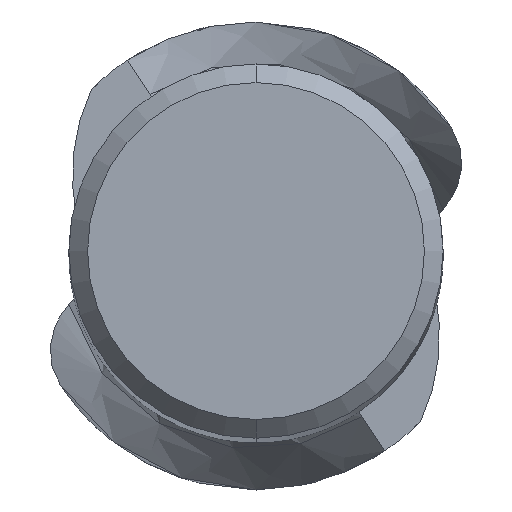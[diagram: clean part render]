
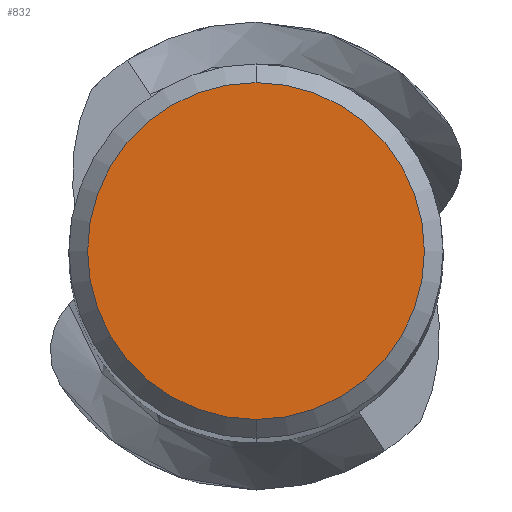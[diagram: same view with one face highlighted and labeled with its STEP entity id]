
A CAD part, top view. The second image highlights one B-rep face of the part: STEP entity #832.
In plain terms, the highlighted planar face has unit normal (0, 0, 1).
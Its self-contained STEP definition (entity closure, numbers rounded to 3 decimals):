
#538=VERTEX_POINT('',#1206);
#548=EDGE_CURVE('',#872,#538,#1217,.T.);
#638=EDGE_CURVE('',#538,#872,#1313,.T.);
#832=ADVANCED_FACE('',(#1523),#1524,.T.);
#872=VERTEX_POINT('',#1567);
#1206=CARTESIAN_POINT('',(0.0,5.4,0.0));
#1217=CIRCLE('',#2991,5.4);
#1313=CIRCLE('',#3338,5.4);
#1523=FACE_OUTER_BOUND('',#4422,.T.);
#1524=PLANE('',#4423);
#1567=CARTESIAN_POINT('',(0.,-5.4,0.0));
#2991=AXIS2_PLACEMENT_3D('',#5979,#5980,#5981);
#3338=AXIS2_PLACEMENT_3D('',#6072,#6073,#6074);
#4422=EDGE_LOOP('',(#6264,#6265));
#4423=AXIS2_PLACEMENT_3D('',#6266,#6267,#6268);
#5979=CARTESIAN_POINT('',(0.0,0.0,0.0));
#5980=DIRECTION('',(0.0,0.0,-1.0));
#5981=DIRECTION('',(0.0,1.0,0.0));
#6072=CARTESIAN_POINT('',(0.0,0.0,0.0));
#6073=DIRECTION('',(0.0,0.0,-1.0));
#6074=DIRECTION('',(0.0,1.0,0.0));
#6264=ORIENTED_EDGE('',*,*,#638,.F.);
#6265=ORIENTED_EDGE('',*,*,#548,.F.);
#6266=CARTESIAN_POINT('',(0.0,2.7,0.0));
#6267=DIRECTION('',(-0.0,0.0,1.0));
#6268=DIRECTION('',(0.0,-1.0,0.0));
